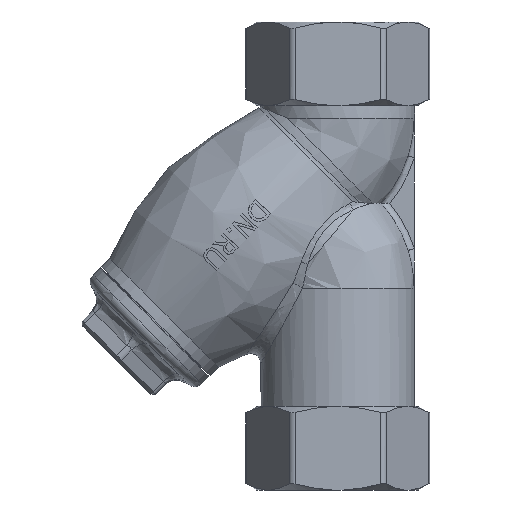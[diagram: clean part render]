
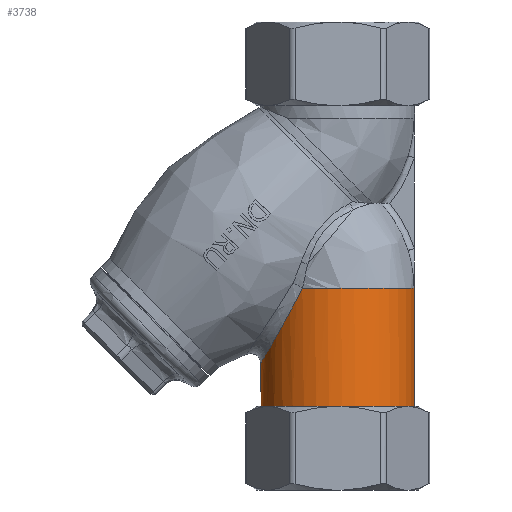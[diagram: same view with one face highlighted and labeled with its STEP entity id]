
A CAD part, left-side view. The second image highlights one B-rep face of the part: STEP entity #3738.
In plain terms, the highlighted cylindrical face has radius 23 mm (diameter 46 mm), a partial arc.
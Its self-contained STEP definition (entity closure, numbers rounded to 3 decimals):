
#274=FACE_OUTER_BOUND('',#497,.T.);
#497=EDGE_LOOP('',(#2442,#2443,#2444,#2445,#2446,#2447));
#723=B_SPLINE_CURVE_WITH_KNOTS('',3,(#5350,#5351,#5352,#5353,#5354,#5355,
#5356,#5357,#5358,#5359,#5360,#5361,#5362),.UNSPECIFIED.,.F.,.F.,(4,1,1,
1,1,1,1,1,1,1,4),(-7.538,-6.461,-5.384,
-4.666,-4.307,-3.589,-3.231,
-2.692,-2.154,-1.077,0.),.UNSPECIFIED.);
#973=CIRCLE('',#4034,23.);
#974=CIRCLE('',#4036,23.);
#975=CIRCLE('',#4037,23.);
#1058=LINE('',#5150,#1231);
#1072=LINE('',#5298,#1245);
#1231=VECTOR('',#4311,10.);
#1245=VECTOR('',#4395,10.);
#1420=VERTEX_POINT('',#5142);
#1422=VERTEX_POINT('',#5148);
#1456=VERTEX_POINT('',#5290);
#1458=VERTEX_POINT('',#5295);
#1474=VERTEX_POINT('',#5347);
#1475=VERTEX_POINT('',#5349);
#1786=EDGE_CURVE('',#1422,#1420,#1058,.T.);
#1831=EDGE_CURVE('',#1456,#1458,#1072,.T.);
#1852=EDGE_CURVE('',#1422,#1458,#973,.T.);
#1853=EDGE_CURVE('',#1474,#1456,#974,.T.);
#1854=EDGE_CURVE('',#1475,#1474,#723,.T.);
#1855=EDGE_CURVE('',#1420,#1475,#975,.T.);
#2442=ORIENTED_EDGE('',*,*,#1786,.F.);
#2443=ORIENTED_EDGE('',*,*,#1852,.T.);
#2444=ORIENTED_EDGE('',*,*,#1831,.F.);
#2445=ORIENTED_EDGE('',*,*,#1853,.F.);
#2446=ORIENTED_EDGE('',*,*,#1854,.F.);
#2447=ORIENTED_EDGE('',*,*,#1855,.F.);
#3459=CYLINDRICAL_SURFACE('',#4035,23.);
#3738=ADVANCED_FACE('',(#274),#3459,.T.);
#4034=AXIS2_PLACEMENT_3D('',#5345,#4432,#4433);
#4035=AXIS2_PLACEMENT_3D('',#5346,#4434,#4435);
#4036=AXIS2_PLACEMENT_3D('',#5348,#4436,#4437);
#4037=AXIS2_PLACEMENT_3D('',#5363,#4438,#4439);
#4311=DIRECTION('',(0.,0.,1.));
#4395=DIRECTION('',(0.,0.,-1.));
#4432=DIRECTION('center_axis',(0.,0.,1.));
#4433=DIRECTION('ref_axis',(1.,0.,0.));
#4434=DIRECTION('center_axis',(0.,0.,1.));
#4435=DIRECTION('ref_axis',(0.,1.,0.));
#4436=DIRECTION('center_axis',(0.,0.,1.));
#4437=DIRECTION('ref_axis',(1.,0.,0.));
#4438=DIRECTION('center_axis',(0.,0.,1.));
#4439=DIRECTION('ref_axis',(1.,0.,0.));
#5142=CARTESIAN_POINT('',(3.22,-22.773,-79.607));
#5148=CARTESIAN_POINT('',(3.22,-22.773,-115.));
#5150=CARTESIAN_POINT('',(3.22,-22.773,-140.));
#5290=CARTESIAN_POINT('',(-3.22,-22.773,-79.607));
#5295=CARTESIAN_POINT('',(-3.22,-22.773,-115.));
#5298=CARTESIAN_POINT('',(-3.22,-22.773,-140.));
#5345=CARTESIAN_POINT('Origin',(0.,0.,-115.));
#5346=CARTESIAN_POINT('Origin',(0.,0.,-140.));
#5347=CARTESIAN_POINT('',(-20.431,10.564,-79.607));
#5348=CARTESIAN_POINT('Origin',(0.,0.,-79.607));
#5349=CARTESIAN_POINT('',(20.431,10.564,-79.607));
#5350=CARTESIAN_POINT('Ctrl Pts',(20.431,10.564,-79.607));
#5351=CARTESIAN_POINT('Ctrl Pts',(19.659,12.057,-82.653));
#5352=CARTESIAN_POINT('Ctrl Pts',(17.639,15.155,-88.515));
#5353=CARTESIAN_POINT('Ctrl Pts',(13.256,19.139,-95.492));
#5354=CARTESIAN_POINT('Ctrl Pts',(8.501,21.52,-99.56));
#5355=CARTESIAN_POINT('Ctrl Pts',(3.753,22.856,-101.831));
#5356=CARTESIAN_POINT('Ctrl Pts',(-0.564,23.167,-102.358));
#5357=CARTESIAN_POINT('Ctrl Pts',(-5.221,22.508,-101.241));
#5358=CARTESIAN_POINT('Ctrl Pts',(-8.928,21.332,-99.241));
#5359=CARTESIAN_POINT('Ctrl Pts',(-13.526,18.887,-95.052));
#5360=CARTESIAN_POINT('Ctrl Pts',(-17.644,15.157,-88.517));
#5361=CARTESIAN_POINT('Ctrl Pts',(-19.659,12.057,-82.653));
#5362=CARTESIAN_POINT('Ctrl Pts',(-20.431,10.564,-79.607));
#5363=CARTESIAN_POINT('Origin',(0.,0.,-79.607));
